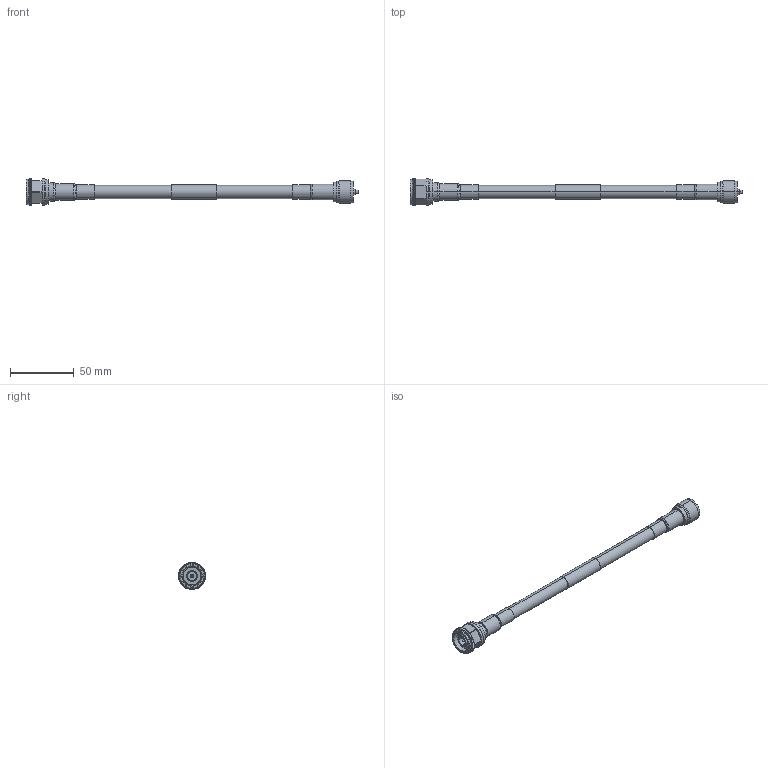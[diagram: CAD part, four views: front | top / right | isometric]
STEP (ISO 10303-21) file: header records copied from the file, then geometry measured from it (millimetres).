
FILE_DESCRIPTION (( 'STEP AP214' ), '1' );
FILE_NAME ('FMCA100242_3D.step', '2025-02-11T17:15:54', ( '' ), ( '' ), 'SwSTEP 2.0', 'SolidWorks 2022', '' );
FILE_SCHEMA (( 'AUTOMOTIVE_DESIGN' ));
Length unit declared in the file: inch
Products named in the file (6): PE44522^FMCA100242; PE44054^FMCA100242; PE44522_2^PE44522_FMCA100242; FMCA100242_3D; PE44522^PE44522_FMCA100242; LMR-400-UF^FMCA100242_WITH LABEL
Assembly tree (5 placements, depth 3):
  FMCA100242_3D
    LMR-400-UF^FMCA100242_WITH LABEL
    PE44522^FMCA100242
      PE44522_2^PE44522_FMCA100242
      PE44522^PE44522_FMCA100242
    PE44054^FMCA100242
Bounding box: 260.14 x 21.08 x 21.08 mm (x, y, z)
Volume: 26135 mm3; surface area: 20987.6 mm2
Topology: 6 solids, 6 shells, 474 faces, 1214 edges, 774 vertices
Faces by surface type: plane 207, cylinder 183, cone 46, torus 26, bspline 12
Entity records: 18190 total; most frequent: CARTESIAN_POINT 6146, ORIENTED_EDGE 2428, DIRECTION 2367, EDGE_CURVE 1214, AXIS2_PLACEMENT_3D 901, VERTEX_POINT 774, VECTOR 565, LINE 565
